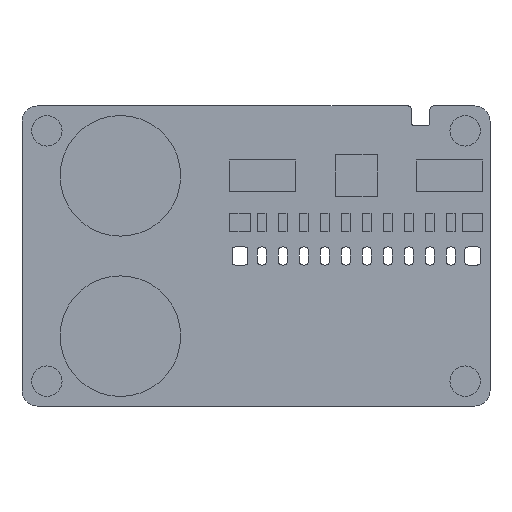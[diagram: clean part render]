
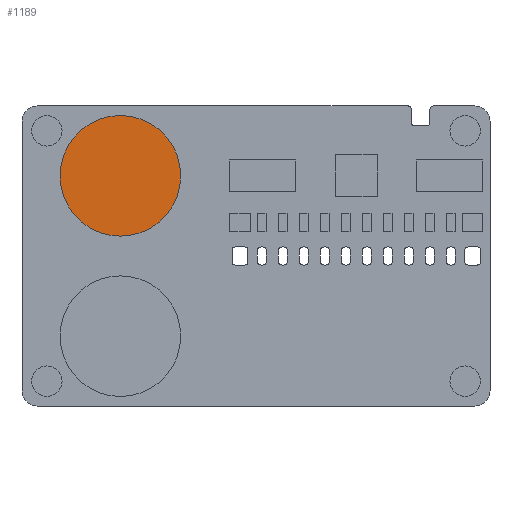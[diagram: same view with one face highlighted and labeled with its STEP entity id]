
A CAD part, front view. The second image highlights one B-rep face of the part: STEP entity #1189.
In plain terms, the highlighted planar face has unit normal (0, -1, 0).
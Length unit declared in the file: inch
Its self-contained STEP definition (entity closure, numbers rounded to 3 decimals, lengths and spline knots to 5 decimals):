
#151 = DIRECTION ( 'NONE',  ( 0., -1., 0. ) ) ;
#374 = EDGE_CURVE ( 'NONE', #2680, #1212, #6352, .T. ) ;
#687 = CARTESIAN_POINT ( 'NONE',  ( 0.64567, 0.03437, -0.85384 ) ) ;
#873 = AXIS2_PLACEMENT_3D ( 'NONE', #6709, #8584, #3007 ) ;
#1189 = ADVANCED_FACE ( 'NONE', ( #3728 ), #2089, .T. ) ;
#1212 = VERTEX_POINT ( 'NONE', #687 ) ;
#1632 = DIRECTION ( 'NONE',  ( 0., -1., 0. ) ) ;
#2089 = PLANE ( 'NONE',  #9640 ) ;
#2680 = VERTEX_POINT ( 'NONE', #11237 ) ;
#2962 = CARTESIAN_POINT ( 'NONE',  ( 0.64567, 0.03437, -0.45817 ) ) ;
#3007 = DIRECTION ( 'NONE',  ( 0., 0., -1. ) ) ;
#3728 = FACE_OUTER_BOUND ( 'NONE', #7568, .T. ) ;
#3893 = DIRECTION ( 'NONE',  ( 0., 0., -1. ) ) ;
#4217 = CIRCLE ( 'NONE', #873, 0.39567 ) ;
#4925 = ORIENTED_EDGE ( 'NONE', *, *, #7582, .T. ) ;
#6352 = CIRCLE ( 'NONE', #7774, 0.39567 ) ;
#6709 = CARTESIAN_POINT ( 'NONE',  ( 0.64567, 0.03437, -0.45817 ) ) ;
#7137 = DIRECTION ( 'NONE',  ( 0., 0., -1. ) ) ;
#7568 = EDGE_LOOP ( 'NONE', ( #4925, #9350 ) ) ;
#7582 = EDGE_CURVE ( 'NONE', #1212, #2680, #4217, .T. ) ;
#7774 = AXIS2_PLACEMENT_3D ( 'NONE', #8244, #1632, #7137 ) ;
#8244 = CARTESIAN_POINT ( 'NONE',  ( 0.64567, 0.03437, -0.45817 ) ) ;
#8584 = DIRECTION ( 'NONE',  ( 0., -1., 0. ) ) ;
#9350 = ORIENTED_EDGE ( 'NONE', *, *, #374, .T. ) ;
#9640 = AXIS2_PLACEMENT_3D ( 'NONE', #2962, #151, #3893 ) ;
#11237 = CARTESIAN_POINT ( 'NONE',  ( 0.64567, 0.03437, -0.0625 ) ) ;
